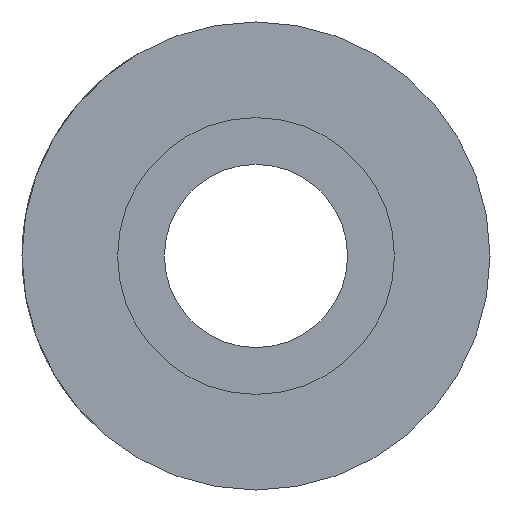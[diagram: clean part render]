
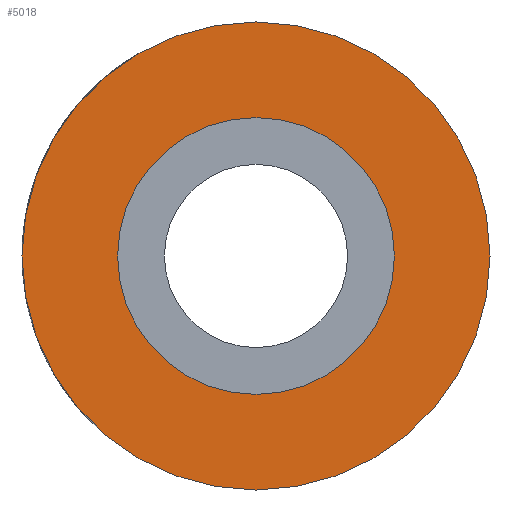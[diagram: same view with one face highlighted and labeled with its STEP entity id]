
A CAD part, left-side view. The second image highlights one B-rep face of the part: STEP entity #5018.
In plain terms, the highlighted planar face has unit normal (-1, 0, 0).
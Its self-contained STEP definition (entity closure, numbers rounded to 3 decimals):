
#234 = CARTESIAN_POINT ( 'NONE',  ( 0., 0., 0. ) ) ;
#493 = EDGE_LOOP ( 'NONE', ( #5740, #6895 ) ) ;
#504 = CIRCLE ( 'NONE', #914, 6.8 ) ;
#626 = AXIS2_PLACEMENT_3D ( 'NONE', #1107, #2354, #7382 ) ;
#724 = VERTEX_POINT ( 'NONE', #4895 ) ;
#784 = EDGE_CURVE ( 'NONE', #3492, #724, #6351, .T. ) ;
#838 = DIRECTION ( 'NONE',  ( -1., 0., 0. ) ) ;
#914 = AXIS2_PLACEMENT_3D ( 'NONE', #2960, #7367, #2263 ) ;
#1107 = CARTESIAN_POINT ( 'NONE',  ( 0., 0., 0. ) ) ;
#1229 = FACE_BOUND ( 'NONE', #493, .T. ) ;
#1333 = CARTESIAN_POINT ( 'NONE',  ( 0., 0., 0. ) ) ;
#1998 = VERTEX_POINT ( 'NONE', #2927 ) ;
#2232 = DIRECTION ( 'NONE',  ( -1., 0., 0. ) ) ;
#2245 = AXIS2_PLACEMENT_3D ( 'NONE', #8260, #6449, #2596 ) ;
#2263 = DIRECTION ( 'NONE',  ( 0., 0., 1. ) ) ;
#2354 = DIRECTION ( 'NONE',  ( -1., 0., 0. ) ) ;
#2449 = EDGE_LOOP ( 'NONE', ( #5260, #3266 ) ) ;
#2555 = PLANE ( 'NONE',  #2245 ) ;
#2596 = DIRECTION ( 'NONE',  ( 0., 0., -1. ) ) ;
#2631 = AXIS2_PLACEMENT_3D ( 'NONE', #1333, #838, #5127 ) ;
#2778 = DIRECTION ( 'NONE',  ( 0., 0., 1. ) ) ;
#2927 = CARTESIAN_POINT ( 'NONE',  ( 0., 0., -6.8 ) ) ;
#2960 = CARTESIAN_POINT ( 'NONE',  ( 0., 0., 0. ) ) ;
#2970 = EDGE_CURVE ( 'NONE', #724, #3492, #5690, .T. ) ;
#3249 = CARTESIAN_POINT ( 'NONE',  ( 0., 0., -11.5 ) ) ;
#3266 = ORIENTED_EDGE ( 'NONE', *, *, #784, .T. ) ;
#3492 = VERTEX_POINT ( 'NONE', #3249 ) ;
#4630 = AXIS2_PLACEMENT_3D ( 'NONE', #234, #2232, #2778 ) ;
#4764 = EDGE_CURVE ( 'NONE', #1998, #7326, #504, .T. ) ;
#4821 = EDGE_CURVE ( 'NONE', #7326, #1998, #8249, .T. ) ;
#4895 = CARTESIAN_POINT ( 'NONE',  ( 0., 0., 11.5 ) ) ;
#5018 = ADVANCED_FACE ( 'NONE', ( #1229, #5814 ), #2555, .F. ) ;
#5127 = DIRECTION ( 'NONE',  ( 0., 0., 1. ) ) ;
#5260 = ORIENTED_EDGE ( 'NONE', *, *, #2970, .T. ) ;
#5690 = CIRCLE ( 'NONE', #626, 11.5 ) ;
#5740 = ORIENTED_EDGE ( 'NONE', *, *, #4821, .F. ) ;
#5814 = FACE_OUTER_BOUND ( 'NONE', #2449, .T. ) ;
#6351 = CIRCLE ( 'NONE', #4630, 11.5 ) ;
#6449 = DIRECTION ( 'NONE',  ( 1., 0., 0. ) ) ;
#6895 = ORIENTED_EDGE ( 'NONE', *, *, #4764, .F. ) ;
#7326 = VERTEX_POINT ( 'NONE', #7347 ) ;
#7347 = CARTESIAN_POINT ( 'NONE',  ( 0., 0., 6.8 ) ) ;
#7367 = DIRECTION ( 'NONE',  ( -1., 0., 0. ) ) ;
#7382 = DIRECTION ( 'NONE',  ( 0., 0., 1. ) ) ;
#8249 = CIRCLE ( 'NONE', #2631, 6.8 ) ;
#8260 = CARTESIAN_POINT ( 'NONE',  ( 0., 0., 0. ) ) ;
